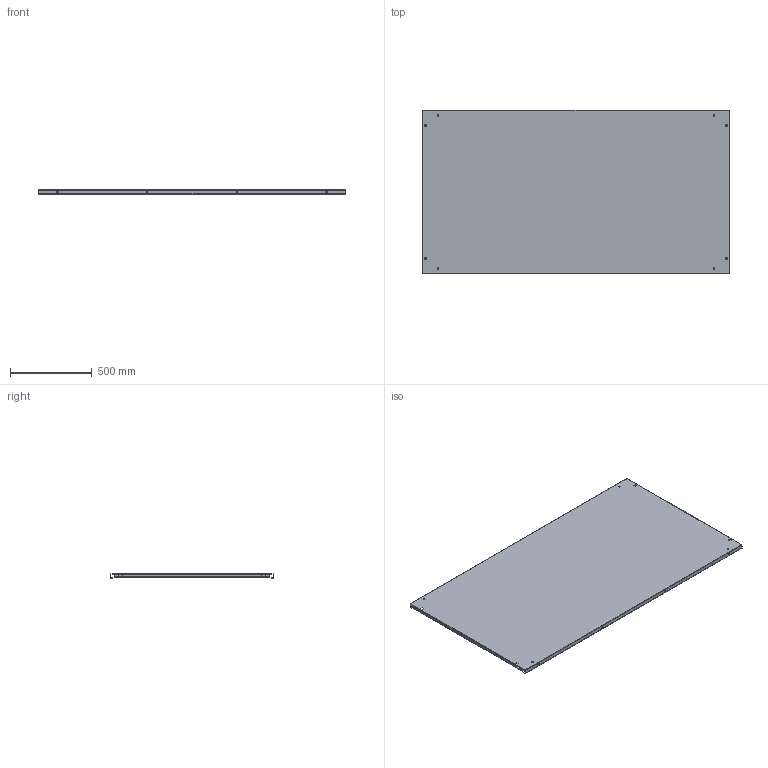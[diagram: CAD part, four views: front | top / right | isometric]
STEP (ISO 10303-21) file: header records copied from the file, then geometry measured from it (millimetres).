
FILE_DESCRIPTION (( 'STEP AP203' ), '1' );
FILE_NAME ('QB07C064.step', '2011-02-17T14:52:11', ( 'User' ), ( 'DKC' ), 'SwSTEP 2.0', 'SolidWorks 2010', '' );
FILE_SCHEMA (( 'CONFIG_CONTROL_DESIGN' ));
Length unit declared in the file: millimetre
Products named in the file (1): QB07C064
Bounding box: 1885.02 x 1000 x 27 mm (x, y, z)
Volume: 5197591.7 mm3; surface area: 4174592.3 mm2
Topology: 1 solids, 1 shells, 114 faces, 272 edges, 160 vertices
Faces by surface type: plane 82, cylinder 32
Entity records: 3341 total; most frequent: DIRECTION 566, CARTESIAN_POINT 547, ORIENTED_EDGE 544, EDGE_CURVE 272, LINE 208, VECTOR 208, AXIS2_PLACEMENT_3D 179, VERTEX_POINT 160
